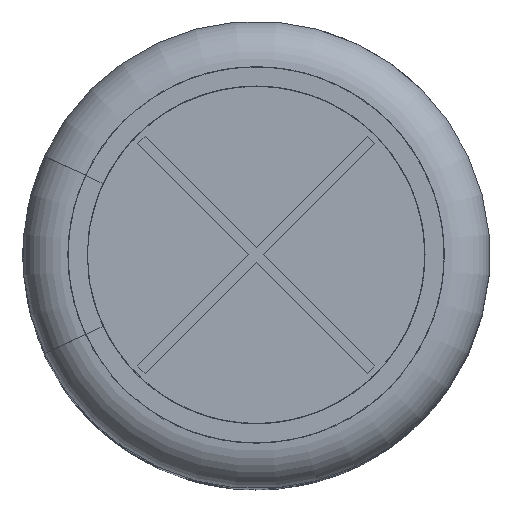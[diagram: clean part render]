
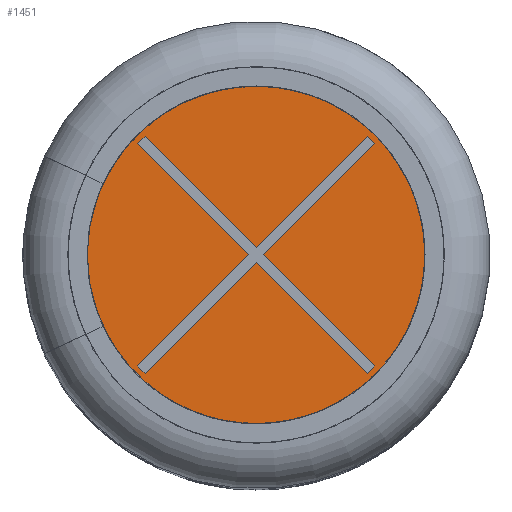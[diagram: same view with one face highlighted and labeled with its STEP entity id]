
A CAD part, top view. The second image highlights one B-rep face of the part: STEP entity #1451.
In plain terms, the highlighted planar face has unit normal (0, 0, 1).
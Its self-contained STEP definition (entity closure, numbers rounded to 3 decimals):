
#1451 = ADVANCED_FACE( '', ( #3055, #3056 ), #3057, .T. );
#3055 = FACE_OUTER_BOUND( '', #9569, .T. );
#3056 = FACE_BOUND( '', #9570, .T. );
#3057 = PLANE( '', #9571 );
#9569 = EDGE_LOOP( '', ( #13873 ) );
#9570 = EDGE_LOOP( '', ( #13874, #13875, #13876, #13877, #13878, #13879, #13880, #13881, #13882, #13883, #13884, #13885 ) );
#9571 = AXIS2_PLACEMENT_3D( '', #13886, #13887, #13888 );
#13873 = ORIENTED_EDGE( '', *, *, #16067, .F. );
#13874 = ORIENTED_EDGE( '', *, *, #15017, .T. );
#13875 = ORIENTED_EDGE( '', *, *, #15101, .T. );
#13876 = ORIENTED_EDGE( '', *, *, #15920, .T. );
#13877 = ORIENTED_EDGE( '', *, *, #15684, .T. );
#13878 = ORIENTED_EDGE( '', *, *, #14422, .T. );
#13879 = ORIENTED_EDGE( '', *, *, #15769, .T. );
#13880 = ORIENTED_EDGE( '', *, *, #16001, .T. );
#13881 = ORIENTED_EDGE( '', *, *, #14696, .T. );
#13882 = ORIENTED_EDGE( '', *, *, #15182, .T. );
#13883 = ORIENTED_EDGE( '', *, *, #14897, .T. );
#13884 = ORIENTED_EDGE( '', *, *, #14440, .T. );
#13885 = ORIENTED_EDGE( '', *, *, #15648, .T. );
#13886 = CARTESIAN_POINT( '', ( -3.223, 0., 15.78 ) );
#13887 = DIRECTION( '', ( 0., 0., 1. ) );
#13888 = DIRECTION( '', ( 1., 0., 0. ) );
#14422 = EDGE_CURVE( '', #16211, #16212, #16213, .T. );
#14440 = EDGE_CURVE( '', #16244, #16245, #16246, .T. );
#14696 = EDGE_CURVE( '', #16699, #16700, #16701, .T. );
#14897 = EDGE_CURVE( '', #17043, #16244, #17044, .T. );
#15017 = EDGE_CURVE( '', #17240, #17241, #17242, .T. );
#15101 = EDGE_CURVE( '', #17241, #17372, #17373, .T. );
#15182 = EDGE_CURVE( '', #16700, #17043, #17495, .T. );
#15648 = EDGE_CURVE( '', #16245, #17240, #18207, .T. );
#15684 = EDGE_CURVE( '', #18255, #16211, #18256, .T. );
#15769 = EDGE_CURVE( '', #16212, #18359, #18360, .T. );
#15920 = EDGE_CURVE( '', #17372, #18255, #18548, .T. );
#16001 = EDGE_CURVE( '', #18359, #16699, #18641, .T. );
#16067 = EDGE_CURVE( '', #18711, #18711, #18712, .T. );
#16211 = VERTEX_POINT( '', #18877 );
#16212 = VERTEX_POINT( '', #18878 );
#16213 = LINE( '', #18879, #18880 );
#16244 = VERTEX_POINT( '', #19012 );
#16245 = VERTEX_POINT( '', #19013 );
#16246 = LINE( '', #19014, #19015 );
#16699 = VERTEX_POINT( '', #20020 );
#16700 = VERTEX_POINT( '', #20021 );
#16701 = LINE( '', #20022, #20023 );
#17043 = VERTEX_POINT( '', #20767 );
#17044 = LINE( '', #20768, #20769 );
#17240 = VERTEX_POINT( '', #21104 );
#17241 = VERTEX_POINT( '', #21105 );
#17242 = LINE( '', #21106, #21107 );
#17372 = VERTEX_POINT( '', #21332 );
#17373 = LINE( '', #21333, #21334 );
#17495 = LINE( '', #21596, #21597 );
#18207 = LINE( '', #23320, #23321 );
#18255 = VERTEX_POINT( '', #23443 );
#18256 = LINE( '', #23444, #23445 );
#18359 = VERTEX_POINT( '', #23620 );
#18360 = LINE( '', #23621, #23622 );
#18548 = LINE( '', #24083, #24084 );
#18641 = LINE( '', #24259, #24260 );
#18711 = VERTEX_POINT( '', #24366 );
#18712 = CIRCLE( '', #24367, 3.223 );
#18877 = CARTESIAN_POINT( '', ( 2.026, 1.9, 15.78 ) );
#18878 = CARTESIAN_POINT( '', ( 0.126, 0., 15.78 ) );
#18879 = CARTESIAN_POINT( '', ( 0.126, 0., 15.78 ) );
#18880 = VECTOR( '', #24546, 1000. );
#19012 = CARTESIAN_POINT( '', ( -2.026, -1.9, 15.78 ) );
#19013 = CARTESIAN_POINT( '', ( -0.126, 0., 15.78 ) );
#19014 = CARTESIAN_POINT( '', ( -0.126, 0., 15.78 ) );
#19015 = VECTOR( '', #24562, 1000. );
#20020 = CARTESIAN_POINT( '', ( 1.9, -2.026, 15.78 ) );
#20021 = CARTESIAN_POINT( '', ( 0., -0.126, 15.78 ) );
#20022 = CARTESIAN_POINT( '', ( 0., -0.126, 15.78 ) );
#20023 = VECTOR( '', #24835, 1000. );
#20767 = CARTESIAN_POINT( '', ( -1.9, -2.026, 15.78 ) );
#20768 = CARTESIAN_POINT( '', ( -1.9, -2.026, 15.78 ) );
#20769 = VECTOR( '', #25033, 1000. );
#21104 = CARTESIAN_POINT( '', ( -2.026, 1.9, 15.78 ) );
#21105 = CARTESIAN_POINT( '', ( -1.9, 2.026, 15.78 ) );
#21106 = CARTESIAN_POINT( '', ( -1.9, 2.026, 15.78 ) );
#21107 = VECTOR( '', #25152, 1000. );
#21332 = CARTESIAN_POINT( '', ( 0., 0.126, 15.78 ) );
#21333 = CARTESIAN_POINT( '', ( 0., 0.126, 15.78 ) );
#21334 = VECTOR( '', #25231, 1000. );
#21596 = CARTESIAN_POINT( '', ( 0., -0.126, 15.78 ) );
#21597 = VECTOR( '', #25310, 1000. );
#23320 = CARTESIAN_POINT( '', ( -0.126, 0., 15.78 ) );
#23321 = VECTOR( '', #25812, 1000. );
#23443 = CARTESIAN_POINT( '', ( 1.9, 2.026, 15.78 ) );
#23444 = CARTESIAN_POINT( '', ( 2.026, 1.9, 15.78 ) );
#23445 = VECTOR( '', #25849, 1000. );
#23620 = CARTESIAN_POINT( '', ( 2.026, -1.9, 15.78 ) );
#23621 = CARTESIAN_POINT( '', ( 0.126, 0., 15.78 ) );
#23622 = VECTOR( '', #25916, 1000. );
#24083 = CARTESIAN_POINT( '', ( 0., 0.126, 15.78 ) );
#24084 = VECTOR( '', #26010, 1000. );
#24259 = CARTESIAN_POINT( '', ( 2.026, -1.9, 15.78 ) );
#24260 = VECTOR( '', #26066, 1000. );
#24366 = CARTESIAN_POINT( '', ( -3.223, 0., 15.78 ) );
#24367 = AXIS2_PLACEMENT_3D( '', #26097, #26098, #26099 );
#24546 = DIRECTION( '', ( -0.707, -0.707, 0. ) );
#24562 = DIRECTION( '', ( 0.707, 0.707, 0. ) );
#24835 = DIRECTION( '', ( -0.707, 0.707, 0. ) );
#25033 = DIRECTION( '', ( -0.707, 0.707, 0. ) );
#25152 = DIRECTION( '', ( 0.707, 0.707, 0. ) );
#25231 = DIRECTION( '', ( 0.707, -0.707, 0. ) );
#25310 = DIRECTION( '', ( -0.707, -0.707, 0. ) );
#25812 = DIRECTION( '', ( -0.707, 0.707, 0. ) );
#25849 = DIRECTION( '', ( 0.707, -0.707, 0. ) );
#25916 = DIRECTION( '', ( 0.707, -0.707, 0. ) );
#26010 = DIRECTION( '', ( 0.707, 0.707, 0. ) );
#26066 = DIRECTION( '', ( -0.707, -0.707, 0. ) );
#26097 = CARTESIAN_POINT( '', ( 0., 0., 15.78 ) );
#26098 = DIRECTION( '', ( 0., 0., -1. ) );
#26099 = DIRECTION( '', ( -1., 0., 0. ) );
